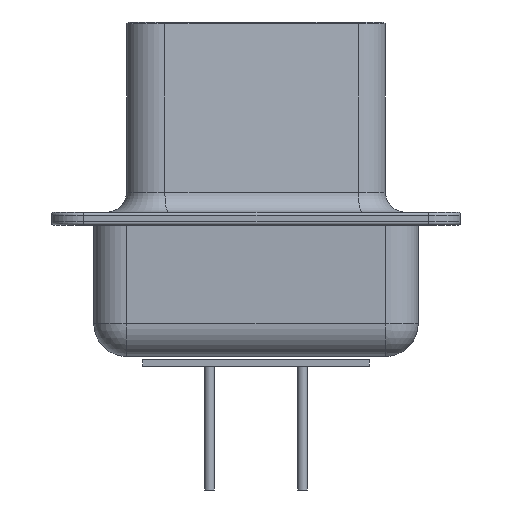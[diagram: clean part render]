
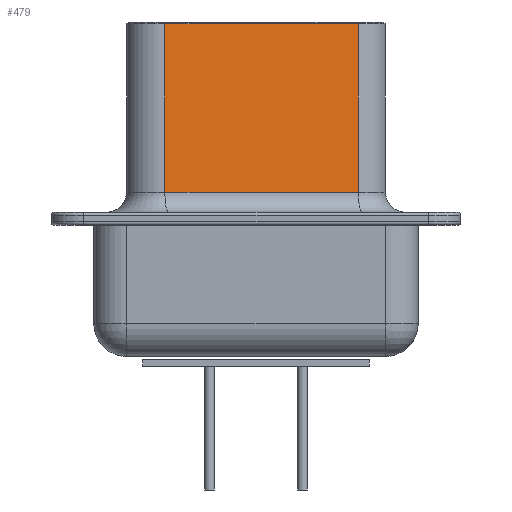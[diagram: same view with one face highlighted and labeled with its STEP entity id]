
A CAD part, left-side view. The second image highlights one B-rep face of the part: STEP entity #479.
In plain terms, the highlighted planar face has unit normal (-0.985, -0.173, 0).
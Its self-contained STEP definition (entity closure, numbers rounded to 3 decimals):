
#13=DIRECTION('',(0.,0.,1.));
#76=DIRECTION('',(-0.985,-0.173,0.));
#80=VECTOR('',#81,1.);
#81=DIRECTION('',(0.173,-0.985,0.));
#160=VERTEX_POINT('',#161);
#161=CARTESIAN_POINT('',(-2.849,1.357,10.45));
#199=VERTEX_POINT('',#200);
#200=CARTESIAN_POINT('',(-1.815,-4.543,10.45));
#203=ORIENTED_EDGE('',*,*,#204,.F.);
#204=EDGE_CURVE('',#160,#199,#205,.T.);
#205=LINE('',#161,#80);
#314=VECTOR('',#13,1.);
#451=VERTEX_POINT('',#452);
#452=CARTESIAN_POINT('',(-2.849,1.357,5.3));
#457=EDGE_CURVE('',#451,#160,#458,.T.);
#458=LINE('',#459,#314);
#459=CARTESIAN_POINT('',(-2.849,1.357,4.7));
#479=ADVANCED_FACE('',(#480),#492,.T.);
#480=FACE_BOUND('',#481,.T.);
#481=EDGE_LOOP('',(#482,#203,#488,#489));
#482=ORIENTED_EDGE('',*,*,#483,.T.);
#483=EDGE_CURVE('',#484,#199,#486,.T.);
#484=VERTEX_POINT('',#485);
#485=CARTESIAN_POINT('',(-1.815,-4.543,5.3));
#486=LINE('',#487,#314);
#487=CARTESIAN_POINT('',(-1.815,-4.543,4.7));
#488=ORIENTED_EDGE('',*,*,#457,.F.);
#489=ORIENTED_EDGE('',*,*,#490,.T.);
#490=EDGE_CURVE('',#451,#484,#491,.T.);
#491=LINE('',#452,#80);
#492=PLANE('',#493);
#493=AXIS2_PLACEMENT_3D('',#494,#76,#495);
#494=CARTESIAN_POINT('',(-1.67,-5.37,4.7));
#495=DIRECTION('',(-0.173,0.985,0.));
